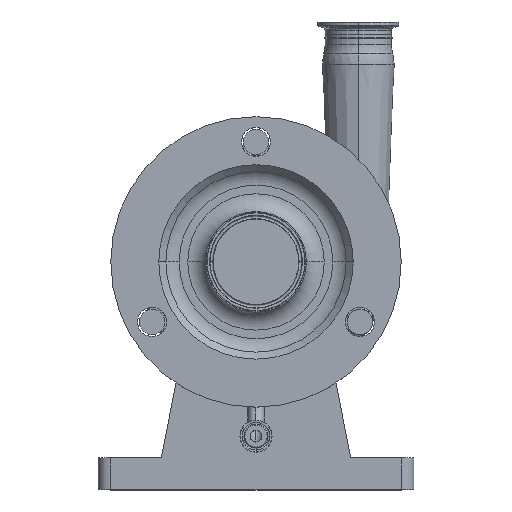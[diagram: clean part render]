
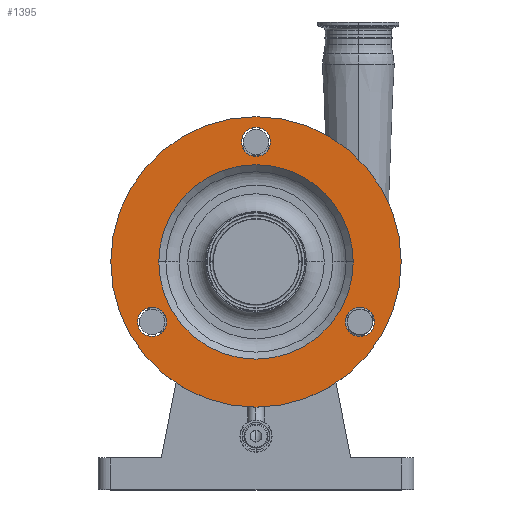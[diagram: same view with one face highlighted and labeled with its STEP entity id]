
A CAD part, top view. The second image highlights one B-rep face of the part: STEP entity #1395.
In plain terms, the highlighted planar face has unit normal (0, 0, 1).
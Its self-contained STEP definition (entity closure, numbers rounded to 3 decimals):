
#285 = VERTEX_POINT ( 'NONE', #3634 ) ;
#298 = EDGE_CURVE ( 'NONE', #693, #694, #3663, .T. ) ;
#300 = VERTEX_POINT ( 'NONE', #3659 ) ;
#305 = VERTEX_POINT ( 'NONE', #3662 ) ;
#313 = VERTEX_POINT ( 'NONE', #3701 ) ;
#320 = EDGE_CURVE ( 'NONE', #285, #300, #3665, .T. ) ;
#328 = EDGE_CURVE ( 'NONE', #305, #313, #3689, .T. ) ;
#329 = VERTEX_POINT ( 'NONE', #3733 ) ;
#331 = VERTEX_POINT ( 'NONE', #3720 ) ;
#337 = EDGE_CURVE ( 'NONE', #329, #331, #3728, .T. ) ;
#361 = VERTEX_POINT ( 'NONE', #3781 ) ;
#366 = VERTEX_POINT ( 'NONE', #3824 ) ;
#368 = EDGE_CURVE ( 'NONE', #366, #361, #3818, .T. ) ;
#693 = VERTEX_POINT ( 'NONE', #15258 ) ;
#694 = VERTEX_POINT ( 'NONE', #15257 ) ;
#1126 = EDGE_LOOP ( 'NONE', ( #1365, #1367 ) ) ;
#1321 = ORIENTED_EDGE ( 'NONE', *, *, #328, .F. ) ;
#1325 = EDGE_LOOP ( 'NONE', ( #1396, #1385 ) ) ;
#1331 = ORIENTED_EDGE ( 'NONE', *, *, #1398, .F. ) ;
#1343 = EDGE_LOOP ( 'NONE', ( #1399, #1321 ) ) ;
#1365 = ORIENTED_EDGE ( 'NONE', *, *, #1400, .F. ) ;
#1367 = ORIENTED_EDGE ( 'NONE', *, *, #368, .F. ) ;
#1383 = EDGE_LOOP ( 'NONE', ( #1384, #1387 ) ) ;
#1384 = ORIENTED_EDGE ( 'NONE', *, *, #337, .T. ) ;
#1385 = ORIENTED_EDGE ( 'NONE', *, *, #320, .F. ) ;
#1386 = EDGE_CURVE ( 'NONE', #313, #305, #16331, .T. ) ;
#1387 = ORIENTED_EDGE ( 'NONE', *, *, #1393, .T. ) ;
#1390 = EDGE_CURVE ( 'NONE', #300, #285, #16335, .T. ) ;
#1392 = EDGE_LOOP ( 'NONE', ( #1331, #1397 ) ) ;
#1393 = EDGE_CURVE ( 'NONE', #331, #329, #16320, .T. ) ;
#1395 = ADVANCED_FACE ( 'NONE', ( #16332, #16384, #16387, #16386, #16379 ), #16338, .F. ) ;
#1396 = ORIENTED_EDGE ( 'NONE', *, *, #1390, .F. ) ;
#1397 = ORIENTED_EDGE ( 'NONE', *, *, #298, .F. ) ;
#1398 = EDGE_CURVE ( 'NONE', #694, #693, #16323, .T. ) ;
#1399 = ORIENTED_EDGE ( 'NONE', *, *, #1386, .F. ) ;
#1400 = EDGE_CURVE ( 'NONE', #361, #366, #16365, .T. ) ;
#3634 = CARTESIAN_POINT ( 'NONE',  ( -76.522, -57.459, 215. ) ) ;
#3638 = AXIS2_PLACEMENT_3D ( 'NONE', #3702, #3691, #3690 ) ;
#3656 = DIRECTION ( 'NONE',  ( -0.5, -0.866, 0. ) ) ;
#3657 = DIRECTION ( 'NONE',  ( 0., 0., 1. ) ) ;
#3658 = CARTESIAN_POINT ( 'NONE',  ( 82.272, -47.5, 215. ) ) ;
#3659 = CARTESIAN_POINT ( 'NONE',  ( -88.022, -37.541, 215. ) ) ;
#3662 = CARTESIAN_POINT ( 'NONE',  ( -11.5, 95., 215. ) ) ;
#3663 = CIRCLE ( 'NONE', #3667, 11.5 ) ;
#3665 = CIRCLE ( 'NONE', #3638, 11.5 ) ;
#3667 = AXIS2_PLACEMENT_3D ( 'NONE', #3658, #3657, #3656 ) ;
#3672 = AXIS2_PLACEMENT_3D ( 'NONE', #3731, #3730, #3729 ) ;
#3689 = CIRCLE ( 'NONE', #3672, 11.5 ) ;
#3690 = DIRECTION ( 'NONE',  ( -0.5, 0.866, 0. ) ) ;
#3691 = DIRECTION ( 'NONE',  ( 0., 0., 1. ) ) ;
#3701 = CARTESIAN_POINT ( 'NONE',  ( 11.5, 95., 215. ) ) ;
#3702 = CARTESIAN_POINT ( 'NONE',  ( -82.272, -47.5, 215. ) ) ;
#3704 = DIRECTION ( 'NONE',  ( 1., 0., 0. ) ) ;
#3705 = DIRECTION ( 'NONE',  ( 0., 0., 1. ) ) ;
#3720 = CARTESIAN_POINT ( 'NONE',  ( -115., 0., 215. ) ) ;
#3721 = CARTESIAN_POINT ( 'NONE',  ( 0., 0., 215. ) ) ;
#3722 = AXIS2_PLACEMENT_3D ( 'NONE', #3721, #3705, #3704 ) ;
#3728 = CIRCLE ( 'NONE', #3722, 115. ) ;
#3729 = DIRECTION ( 'NONE',  ( 1., 0., 0. ) ) ;
#3730 = DIRECTION ( 'NONE',  ( 0., 0., 1. ) ) ;
#3731 = CARTESIAN_POINT ( 'NONE',  ( 0., 95., 215. ) ) ;
#3733 = CARTESIAN_POINT ( 'NONE',  ( 115., 0., 215. ) ) ;
#3781 = CARTESIAN_POINT ( 'NONE',  ( 77., 0., 215. ) ) ;
#3814 = DIRECTION ( 'NONE',  ( 1., 0., 0. ) ) ;
#3815 = DIRECTION ( 'NONE',  ( 0., 0., 1. ) ) ;
#3816 = CARTESIAN_POINT ( 'NONE',  ( 0., 0., 215. ) ) ;
#3817 = AXIS2_PLACEMENT_3D ( 'NONE', #3816, #3815, #3814 ) ;
#3818 = CIRCLE ( 'NONE', #3817, 77. ) ;
#3824 = CARTESIAN_POINT ( 'NONE',  ( -77., 0., 215. ) ) ;
#15257 = CARTESIAN_POINT ( 'NONE',  ( 76.522, -57.459, 215. ) ) ;
#15258 = CARTESIAN_POINT ( 'NONE',  ( 88.022, -37.541, 215. ) ) ;
#16320 = CIRCLE ( 'NONE', #16383, 115. ) ;
#16322 = CARTESIAN_POINT ( 'NONE',  ( -82.272, -47.5, 215. ) ) ;
#16323 = CIRCLE ( 'NONE', #16377, 11.5 ) ;
#16326 = DIRECTION ( 'NONE',  ( 1., 0., 0. ) ) ;
#16327 = DIRECTION ( 'NONE',  ( 0., 0., 1. ) ) ;
#16328 = CARTESIAN_POINT ( 'NONE',  ( 0., 95., 215. ) ) ;
#16329 = AXIS2_PLACEMENT_3D ( 'NONE', #16328, #16327, #16326 ) ;
#16330 = DIRECTION ( 'NONE',  ( 0., 0., 1. ) ) ;
#16331 = CIRCLE ( 'NONE', #16329, 11.5 ) ;
#16332 = FACE_BOUND ( 'NONE', #1392, .T. ) ;
#16335 = CIRCLE ( 'NONE', #16390, 11.5 ) ;
#16338 = PLANE ( 'NONE',  #16385 ) ;
#16340 = CARTESIAN_POINT ( 'NONE',  ( 0., 39., 215. ) ) ;
#16361 = DIRECTION ( 'NONE',  ( 1., 0., 0. ) ) ;
#16362 = DIRECTION ( 'NONE',  ( 0., 0., 1. ) ) ;
#16363 = CARTESIAN_POINT ( 'NONE',  ( 0., 0., 215. ) ) ;
#16364 = AXIS2_PLACEMENT_3D ( 'NONE', #16363, #16362, #16361 ) ;
#16365 = CIRCLE ( 'NONE', #16364, 77. ) ;
#16370 = DIRECTION ( 'NONE',  ( -0.5, -0.866, 0. ) ) ;
#16371 = DIRECTION ( 'NONE',  ( 0., 0., 1. ) ) ;
#16372 = CARTESIAN_POINT ( 'NONE',  ( 82.272, -47.5, 215. ) ) ;
#16375 = DIRECTION ( 'NONE',  ( -1., 0., 0. ) ) ;
#16376 = DIRECTION ( 'NONE',  ( 0., 0., -1. ) ) ;
#16377 = AXIS2_PLACEMENT_3D ( 'NONE', #16372, #16371, #16370 ) ;
#16379 = FACE_BOUND ( 'NONE', #1126, .T. ) ;
#16380 = DIRECTION ( 'NONE',  ( 1., 0., 0. ) ) ;
#16381 = DIRECTION ( 'NONE',  ( 0., 0., 1. ) ) ;
#16382 = CARTESIAN_POINT ( 'NONE',  ( 0., 0., 215. ) ) ;
#16383 = AXIS2_PLACEMENT_3D ( 'NONE', #16382, #16381, #16380 ) ;
#16384 = FACE_BOUND ( 'NONE', #1325, .T. ) ;
#16385 = AXIS2_PLACEMENT_3D ( 'NONE', #16340, #16376, #16375 ) ;
#16386 = FACE_OUTER_BOUND ( 'NONE', #1383, .T. ) ;
#16387 = FACE_BOUND ( 'NONE', #1343, .T. ) ;
#16389 = DIRECTION ( 'NONE',  ( -0.5, 0.866, 0. ) ) ;
#16390 = AXIS2_PLACEMENT_3D ( 'NONE', #16322, #16330, #16389 ) ;
